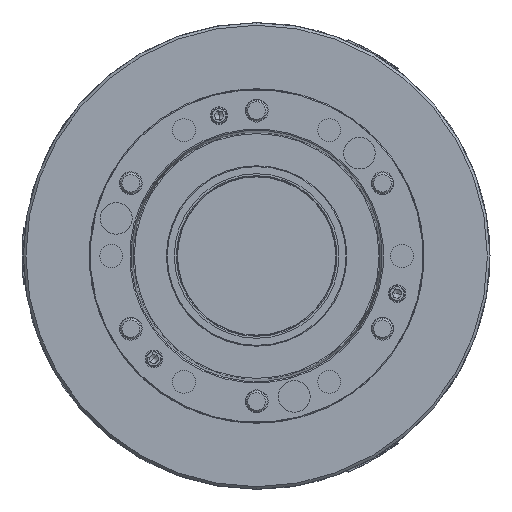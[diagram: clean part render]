
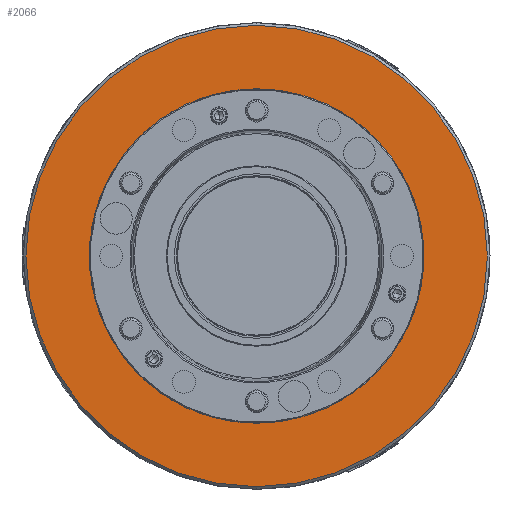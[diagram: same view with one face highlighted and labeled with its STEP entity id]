
A CAD part, left-side view. The second image highlights one B-rep face of the part: STEP entity #2066.
In plain terms, the highlighted planar face has unit normal (-1, 0, 0).
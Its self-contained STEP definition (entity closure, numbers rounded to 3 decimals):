
#758 = DIRECTION ( 'NONE',  ( 1., 0., 0. ) ) ;
#1156 = ORIENTED_EDGE ( 'NONE', *, *, #50886, .T. ) ;
#1786 = DIRECTION ( 'NONE',  ( 0., 0., -1. ) ) ;
#2066 = ADVANCED_FACE ( 'NONE', ( #15344, #31663 ), #47975, .T. ) ;
#3194 = CARTESIAN_POINT ( 'NONE',  ( 0., 0., -262. ) ) ;
#3776 = CIRCLE ( 'NONE', #10617, 190. ) ;
#7636 = DIRECTION ( 'NONE',  ( 0., 0., 1. ) ) ;
#9054 = CARTESIAN_POINT ( 'NONE',  ( 0., 0., 190. ) ) ;
#10617 = AXIS2_PLACEMENT_3D ( 'NONE', #22090, #38416, #1786 ) ;
#11340 = CARTESIAN_POINT ( 'NONE',  ( 0., 265., 0. ) ) ;
#13717 = ORIENTED_EDGE ( 'NONE', *, *, #29953, .T. ) ;
#14742 = CIRCLE ( 'NONE', #44636, 262. ) ;
#15259 = EDGE_CURVE ( 'NONE', #17286, #28734, #3776, .T. ) ;
#15344 = FACE_OUTER_BOUND ( 'NONE', #45095, .T. ) ;
#15686 = VERTEX_POINT ( 'NONE', #51118 ) ;
#17051 = DIRECTION ( 'NONE',  ( 0., 0., -1. ) ) ;
#17286 = VERTEX_POINT ( 'NONE', #9054 ) ;
#19864 = AXIS2_PLACEMENT_3D ( 'NONE', #27955, #44274, #7636 ) ;
#21007 = DIRECTION ( 'NONE',  ( -1., 0., 0. ) ) ;
#21772 = AXIS2_PLACEMENT_3D ( 'NONE', #37399, #758, #17051 ) ;
#22090 = CARTESIAN_POINT ( 'NONE',  ( 0., 0., 0. ) ) ;
#27643 = DIRECTION ( 'NONE',  ( -1., 0., 0. ) ) ;
#27955 = CARTESIAN_POINT ( 'NONE',  ( 0., 0., 0. ) ) ;
#28734 = VERTEX_POINT ( 'NONE', #41928 ) ;
#29953 = EDGE_CURVE ( 'NONE', #28734, #17286, #44849, .T. ) ;
#30824 = ORIENTED_EDGE ( 'NONE', *, *, #15259, .T. ) ;
#31663 = FACE_BOUND ( 'NONE', #37001, .T. ) ;
#35520 = EDGE_CURVE ( 'NONE', #39379, #15686, #14742, .T. ) ;
#37001 = EDGE_LOOP ( 'NONE', ( #13717, #30824 ) ) ;
#37339 = DIRECTION ( 'NONE',  ( 0., 0., 1. ) ) ;
#37399 = CARTESIAN_POINT ( 'NONE',  ( 0., 0., 0. ) ) ;
#38416 = DIRECTION ( 'NONE',  ( 1., 0., 0. ) ) ;
#39379 = VERTEX_POINT ( 'NONE', #3194 ) ;
#41928 = CARTESIAN_POINT ( 'NONE',  ( 0., 0., -190. ) ) ;
#42431 = AXIS2_PLACEMENT_3D ( 'NONE', #11340, #27643, #43963 ) ;
#42938 = CIRCLE ( 'NONE', #19864, 262. ) ;
#43963 = DIRECTION ( 'NONE',  ( 0., 0., 1. ) ) ;
#44274 = DIRECTION ( 'NONE',  ( -1., 0., 0. ) ) ;
#44636 = AXIS2_PLACEMENT_3D ( 'NONE', #45349, #21007, #37339 ) ;
#44849 = CIRCLE ( 'NONE', #21772, 190. ) ;
#45095 = EDGE_LOOP ( 'NONE', ( #45545, #1156 ) ) ;
#45349 = CARTESIAN_POINT ( 'NONE',  ( 0., 0., 0. ) ) ;
#45545 = ORIENTED_EDGE ( 'NONE', *, *, #35520, .T. ) ;
#47975 = PLANE ( 'NONE',  #42431 ) ;
#50886 = EDGE_CURVE ( 'NONE', #15686, #39379, #42938, .T. ) ;
#51118 = CARTESIAN_POINT ( 'NONE',  ( 0., 0., 262. ) ) ;
